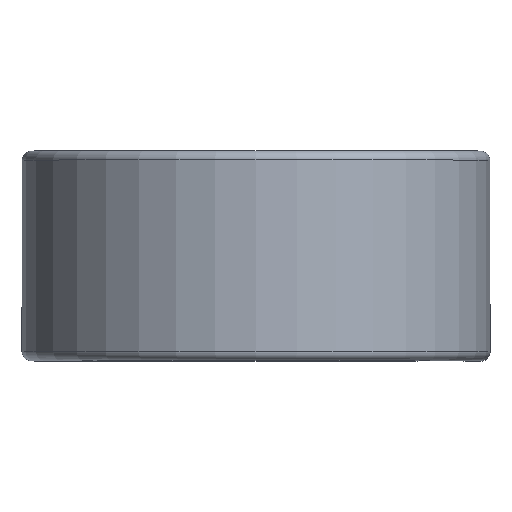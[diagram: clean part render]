
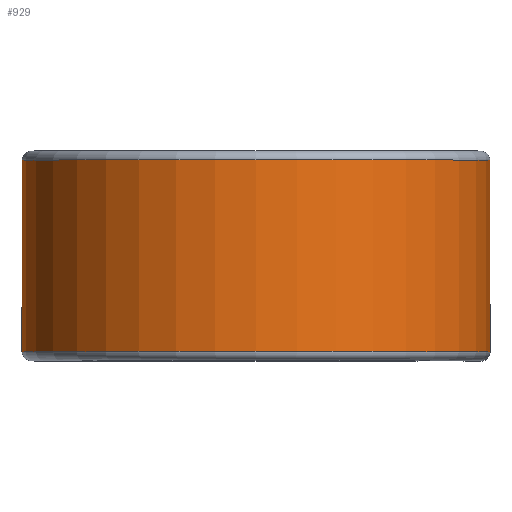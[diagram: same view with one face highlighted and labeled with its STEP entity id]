
A CAD part, top view. The second image highlights one B-rep face of the part: STEP entity #929.
In plain terms, the highlighted cylindrical face has radius 19.469 mm (diameter 38.938 mm), a partial arc.
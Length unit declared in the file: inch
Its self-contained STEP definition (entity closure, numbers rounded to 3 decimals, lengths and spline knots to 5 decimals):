
#176 = ORIENTED_EDGE ( 'NONE', *, *, #931, .T. ) ;
#257 = CARTESIAN_POINT ( 'NONE',  ( 0., 0.31375, 0. ) ) ;
#312 = VERTEX_POINT ( 'NONE', #1390 ) ;
#399 = VERTEX_POINT ( 'NONE', #1118 ) ;
#406 = CARTESIAN_POINT ( 'NONE',  ( 0., -0.31375, -0.7665 ) ) ;
#438 = VERTEX_POINT ( 'NONE', #1297 ) ;
#447 = CARTESIAN_POINT ( 'NONE',  ( 0., -0.31375, 0. ) ) ;
#485 = DIRECTION ( 'NONE',  ( 0., 0., -1. ) ) ;
#644 = DIRECTION ( 'NONE',  ( 0., 0., -1. ) ) ;
#677 = AXIS2_PLACEMENT_3D ( 'NONE', #447, #1739, #644 ) ;
#775 = DIRECTION ( 'NONE',  ( 0., 1., 0. ) ) ;
#782 = VERTEX_POINT ( 'NONE', #406 ) ;
#857 = DIRECTION ( 'NONE',  ( 0., 0., -1. ) ) ;
#929 = ADVANCED_FACE ( 'NONE', ( #1428 ), #1338, .T. ) ;
#931 = EDGE_CURVE ( 'NONE', #438, #399, #1357, .T. ) ;
#995 = LINE ( 'NONE', #1542, #2144 ) ;
#1048 = CIRCLE ( 'NONE', #677, 0.7665 ) ;
#1118 = CARTESIAN_POINT ( 'NONE',  ( 0., 0.31375, -0.7665 ) ) ;
#1169 = DIRECTION ( 'NONE',  ( 0., 1., 0. ) ) ;
#1297 = CARTESIAN_POINT ( 'NONE',  ( 0.7665, 0.31375, 0. ) ) ;
#1338 = CYLINDRICAL_SURFACE ( 'NONE', #2238, 0.7665 ) ;
#1357 = CIRCLE ( 'NONE', #2107, 0.7665 ) ;
#1390 = CARTESIAN_POINT ( 'NONE',  ( 0.7665, -0.31375, 0. ) ) ;
#1410 = ORIENTED_EDGE ( 'NONE', *, *, #1986, .F. ) ;
#1428 = FACE_OUTER_BOUND ( 'NONE', #2143, .T. ) ;
#1542 = CARTESIAN_POINT ( 'NONE',  ( 0.7665, 0.31375, 0. ) ) ;
#1590 = DIRECTION ( 'NONE',  ( 0., -1., 0. ) ) ;
#1739 = DIRECTION ( 'NONE',  ( 0., -1., 0. ) ) ;
#1811 = EDGE_CURVE ( 'NONE', #782, #399, #1976, .T. ) ;
#1868 = CARTESIAN_POINT ( 'NONE',  ( 0., 0.31375, -0.7665 ) ) ;
#1971 = VECTOR ( 'NONE', #775, 39.37008 ) ;
#1976 = LINE ( 'NONE', #1868, #1971 ) ;
#1986 = EDGE_CURVE ( 'NONE', #312, #782, #1048, .T. ) ;
#2107 = AXIS2_PLACEMENT_3D ( 'NONE', #257, #1590, #485 ) ;
#2134 = CARTESIAN_POINT ( 'NONE',  ( 0., 0.3125, 0. ) ) ;
#2143 = EDGE_LOOP ( 'NONE', ( #2453, #176, #2317, #1410 ) ) ;
#2144 = VECTOR ( 'NONE', #1169, 39.37008 ) ;
#2238 = AXIS2_PLACEMENT_3D ( 'NONE', #2134, #2343, #857 ) ;
#2317 = ORIENTED_EDGE ( 'NONE', *, *, #1811, .F. ) ;
#2343 = DIRECTION ( 'NONE',  ( 0., -1., 0. ) ) ;
#2358 = EDGE_CURVE ( 'NONE', #312, #438, #995, .T. ) ;
#2453 = ORIENTED_EDGE ( 'NONE', *, *, #2358, .T. ) ;
